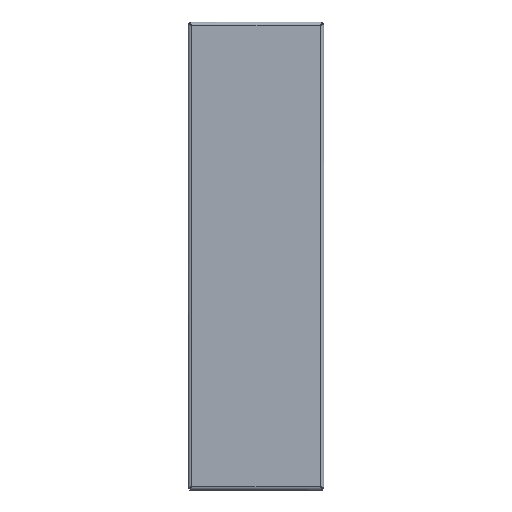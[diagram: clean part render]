
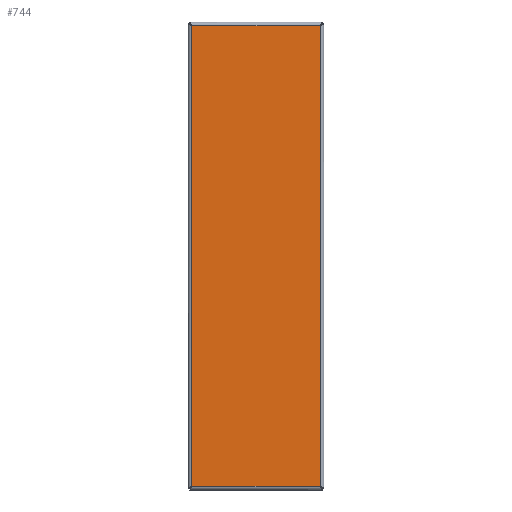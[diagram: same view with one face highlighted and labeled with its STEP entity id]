
A CAD part, front view. The second image highlights one B-rep face of the part: STEP entity #744.
In plain terms, the highlighted planar face has unit normal (0, -1, 0).
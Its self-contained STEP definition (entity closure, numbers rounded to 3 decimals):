
#115=FACE_OUTER_BOUND('',#161,.T.);
#161=EDGE_LOOP('',(#601,#602,#603,#604));
#199=LINE('',#1339,#258);
#205=LINE('',#1405,#264);
#212=LINE('',#1471,#271);
#218=LINE('',#1535,#277);
#258=VECTOR('',#852,10.);
#264=VECTOR('',#864,10.);
#271=VECTOR('',#877,10.);
#277=VECTOR('',#889,10.);
#334=VERTEX_POINT('',#1330);
#335=VERTEX_POINT('',#1338);
#338=VERTEX_POINT('',#1404);
#340=VERTEX_POINT('',#1470);
#403=EDGE_CURVE('',#335,#334,#199,.T.);
#411=EDGE_CURVE('',#338,#335,#205,.T.);
#420=EDGE_CURVE('',#340,#338,#212,.T.);
#428=EDGE_CURVE('',#334,#340,#218,.T.);
#601=ORIENTED_EDGE('',*,*,#403,.T.);
#602=ORIENTED_EDGE('',*,*,#428,.T.);
#603=ORIENTED_EDGE('',*,*,#420,.T.);
#604=ORIENTED_EDGE('',*,*,#411,.T.);
#656=PLANE('',#790);
#744=ADVANCED_FACE('',(#115),#656,.T.);
#790=AXIS2_PLACEMENT_3D('',#1588,#898,#899);
#852=DIRECTION('',(0.,0.,1.));
#864=DIRECTION('',(1.,0.,0.));
#877=DIRECTION('',(0.,0.,-1.));
#889=DIRECTION('',(-1.,0.,0.));
#898=DIRECTION('center_axis',(0.,-1.,0.));
#899=DIRECTION('ref_axis',(0.,0.,1.));
#1330=CARTESIAN_POINT('',(73.,-37.,261.));
#1338=CARTESIAN_POINT('',(73.,-37.,-261.));
#1339=CARTESIAN_POINT('',(73.,-37.,-130.5));
#1404=CARTESIAN_POINT('',(-73.,-37.,-261.));
#1405=CARTESIAN_POINT('',(-36.5,-37.,-261.));
#1470=CARTESIAN_POINT('',(-73.,-37.,261.));
#1471=CARTESIAN_POINT('',(-73.,-37.,130.5));
#1535=CARTESIAN_POINT('',(36.5,-37.,261.));
#1588=CARTESIAN_POINT('Origin',(0.,-37.,
0.));
